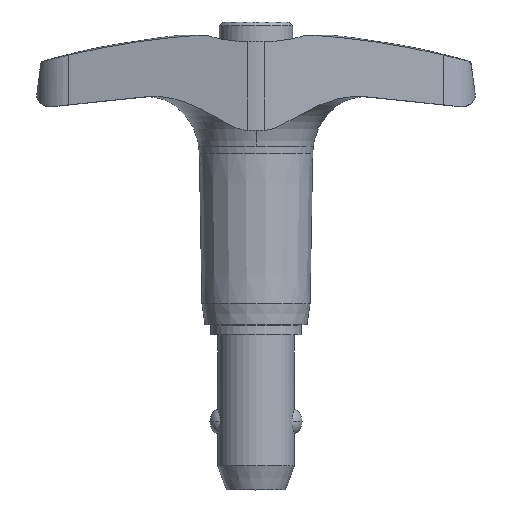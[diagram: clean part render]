
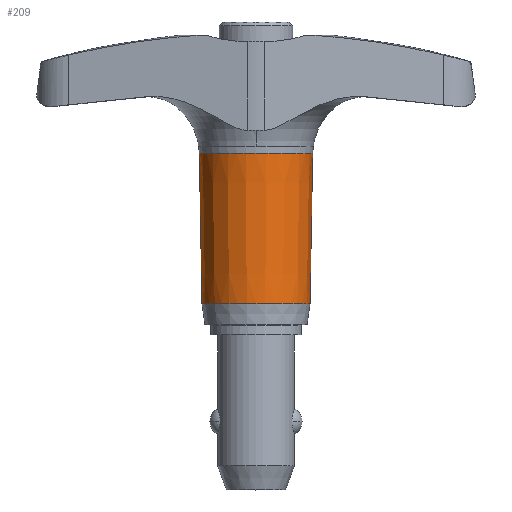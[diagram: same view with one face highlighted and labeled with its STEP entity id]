
A CAD part, top view. The second image highlights one B-rep face of the part: STEP entity #209.
In plain terms, the highlighted conical face has half-angle 1 degrees and reference radius 5.71 mm.
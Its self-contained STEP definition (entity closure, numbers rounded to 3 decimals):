
#209=ADVANCED_FACE('',(#438),#439,.T.);
#438=FACE_OUTER_BOUND('',#677,.T.);
#439=CONICAL_SURFACE('',#678,5.71,0.017);
#677=EDGE_LOOP('',(#1265,#1266,#1267,#1268));
#678=AXIS2_PLACEMENT_3D('',#1269,#1270,#1271);
#1265=ORIENTED_EDGE('',*,*,#1659,.T.);
#1266=ORIENTED_EDGE('',*,*,#1560,.F.);
#1267=ORIENTED_EDGE('',*,*,#1660,.T.);
#1268=ORIENTED_EDGE('',*,*,#1618,.T.);
#1269=CARTESIAN_POINT('',(0.0,10.959,0.0));
#1270=DIRECTION('',(-0.0,1.0,-0.0));
#1271=DIRECTION('',(1.0,0.0,0.0));
#1560=EDGE_CURVE('',#1857,#1861,#1921,.T.);
#1618=EDGE_CURVE('',#2007,#2005,#2008,.T.);
#1659=EDGE_CURVE('',#2005,#1861,#2063,.T.);
#1660=EDGE_CURVE('',#1857,#2007,#2064,.T.);
#1857=VERTEX_POINT('',#2679);
#1861=VERTEX_POINT('',#2684);
#1921=CIRCLE('',#3069,5.845);
#2005=VERTEX_POINT('',#3228);
#2007=VERTEX_POINT('',#3231);
#2008=CIRCLE('',#3232,5.575);
#2063=LINE('',#3440,#3441);
#2064=LINE('',#3442,#3443);
#2679=CARTESIAN_POINT('',(-5.845,18.702,0.0));
#2684=CARTESIAN_POINT('',(5.845,18.702,0.));
#3069=AXIS2_PLACEMENT_3D('',#3951,#3952,#3953);
#3228=CARTESIAN_POINT('',(5.575,3.216,0.0));
#3231=CARTESIAN_POINT('',(-5.575,3.216,0.));
#3232=AXIS2_PLACEMENT_3D('',#4053,#4054,#4055);
#3440=CARTESIAN_POINT('',(5.71,10.959,0.));
#3441=VECTOR('',#4091,1.0);
#3442=CARTESIAN_POINT('',(-5.71,10.959,0.));
#3443=VECTOR('',#4092,1.0);
#3951=CARTESIAN_POINT('',(0.0,18.702,0.0));
#3952=DIRECTION('',(0.0,1.0,0.0));
#3953=DIRECTION('',(-1.0,0.0,0.0));
#4053=CARTESIAN_POINT('',(0.0,3.216,0.0));
#4054=DIRECTION('',(-0.0,1.0,0.0));
#4055=DIRECTION('',(1.0,0.0,0.0));
#4091=DIRECTION('',(0.017,1.,0.));
#4092=DIRECTION('',(0.017,-1.,0.));
